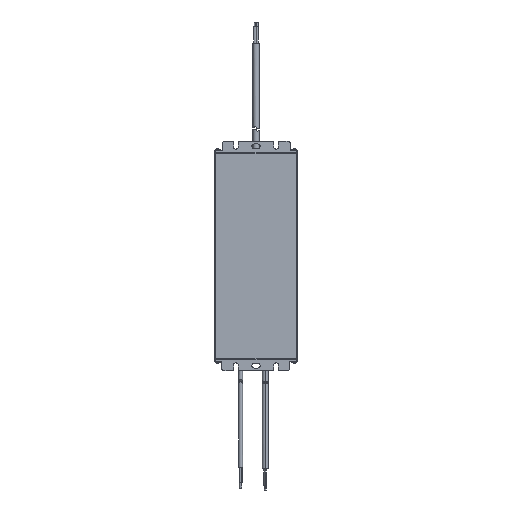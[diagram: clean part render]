
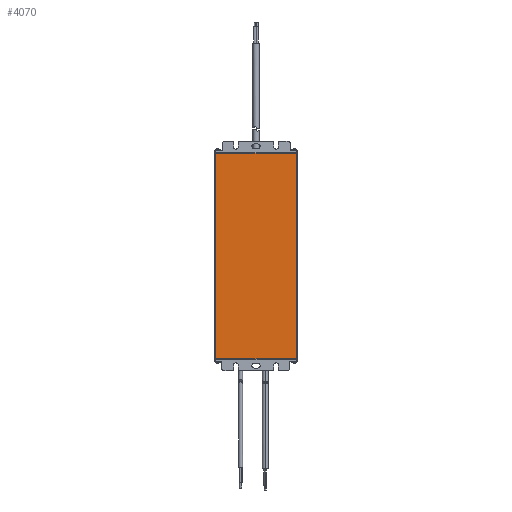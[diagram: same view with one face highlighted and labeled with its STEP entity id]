
A CAD part, front view. The second image highlights one B-rep face of the part: STEP entity #4070.
In plain terms, the highlighted planar face has unit normal (0, -1, 0).
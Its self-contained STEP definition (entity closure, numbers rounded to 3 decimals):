
#155 = VERTEX_POINT ( 'NONE', #21626 ) ;
#156 = VERTEX_POINT ( 'NONE', #21627 ) ;
#4070 = ADVANCED_FACE ( 'NONE', ( #15256 ), #25707, .T. ) ;
#5167 = VERTEX_POINT ( 'NONE', #28622 ) ;
#5168 = VERTEX_POINT ( 'NONE', #28623 ) ;
#7047 = EDGE_CURVE ( 'NONE', #155, #5168, #30236, .T. ) ;
#7048 = EDGE_CURVE ( 'NONE', #156, #5167, #30239, .T. ) ;
#7561 = ORIENTED_EDGE ( 'NONE', *, *, #7048, .F. ) ;
#7562 = ORIENTED_EDGE ( 'NONE', *, *, #46963, .F. ) ;
#7563 = ORIENTED_EDGE ( 'NONE', *, *, #7047, .T. ) ;
#7564 = ORIENTED_EDGE ( 'NONE', *, *, #10153, .F. ) ;
#10153 = EDGE_CURVE ( 'NONE', #5167, #5168, #32767, .T. ) ;
#14521 = EDGE_LOOP ( 'NONE', ( #7562, #7563, #7564, #7561 ) ) ;
#15256 = FACE_OUTER_BOUND ( 'NONE', #14521, .T. ) ;
#15261 = AXIS2_PLACEMENT_3D ( 'NONE', #25708, #25709, #25710 ) ;
#18793 = VECTOR ( 'NONE', #30238, 1000. ) ;
#18797 = VECTOR ( 'NONE', #30241, 1000. ) ;
#21626 = CARTESIAN_POINT ( 'NONE',  ( -44., -0.6, 224. ) ) ;
#21627 = CARTESIAN_POINT ( 'NONE',  ( 44., -0.6, 224. ) ) ;
#25707 = PLANE ( 'NONE',  #15261 ) ;
#25708 = CARTESIAN_POINT ( 'NONE',  ( 44., -0.6, 314.016 ) ) ;
#25709 = DIRECTION ( 'NONE',  ( 0., -1., 0. ) ) ;
#25710 = DIRECTION ( 'NONE',  ( 1., 0., 0. ) ) ;
#28622 = CARTESIAN_POINT ( 'NONE',  ( 44., -0.6, 0. ) ) ;
#28623 = CARTESIAN_POINT ( 'NONE',  ( -44., -0.6, 0. ) ) ;
#30236 = LINE ( 'NONE', #30237, #18793 ) ;
#30237 = CARTESIAN_POINT ( 'NONE',  ( -44., -0.6, 314.016 ) ) ;
#30238 = DIRECTION ( 'NONE',  ( 0., 0., -1. ) ) ;
#30239 = LINE ( 'NONE', #30240, #18797 ) ;
#30240 = CARTESIAN_POINT ( 'NONE',  ( 44., -0.6, 314.016 ) ) ;
#30241 = DIRECTION ( 'NONE',  ( 0., 0., -1. ) ) ;
#32767 = LINE ( 'NONE', #32768, #46017 ) ;
#32768 = CARTESIAN_POINT ( 'NONE',  ( 44., -0.6, 0. ) ) ;
#32769 = DIRECTION ( 'NONE',  ( -1., 0., 0. ) ) ;
#43242 = VECTOR ( 'NONE', #43613, 1000. ) ;
#43611 = LINE ( 'NONE', #43612, #43242 ) ;
#43612 = CARTESIAN_POINT ( 'NONE',  ( 44., -0.6, 224. ) ) ;
#43613 = DIRECTION ( 'NONE',  ( 1., 0., 0. ) ) ;
#46017 = VECTOR ( 'NONE', #32769, 1000. ) ;
#46963 = EDGE_CURVE ( 'NONE', #155, #156, #43611, .T. ) ;
